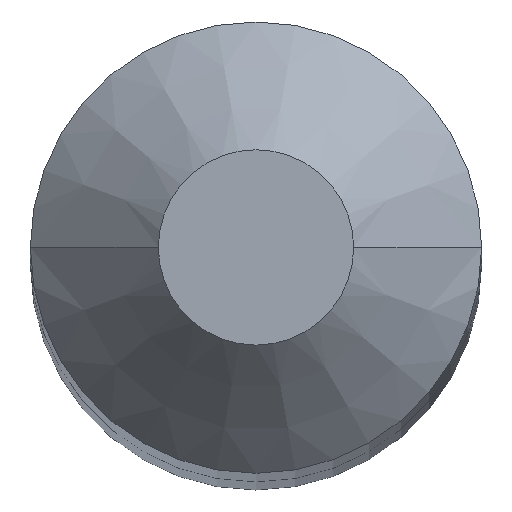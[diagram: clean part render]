
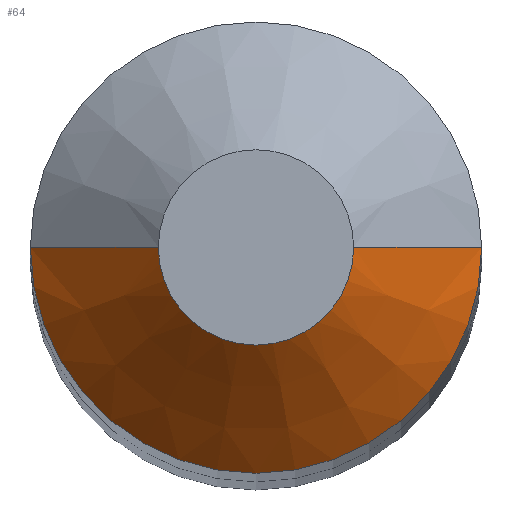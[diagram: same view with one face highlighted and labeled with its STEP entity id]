
A CAD part, top view. The second image highlights one B-rep face of the part: STEP entity #64.
In plain terms, the highlighted conical face has half-angle 45 degrees and reference radius 1.399 mm.
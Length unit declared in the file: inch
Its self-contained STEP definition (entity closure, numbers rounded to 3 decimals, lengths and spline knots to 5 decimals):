
#3 = VERTEX_POINT ( 'NONE', #76 ) ;
#6 = ORIENTED_EDGE ( 'NONE', *, *, #23, .F. ) ;
#10 = AXIS2_PLACEMENT_3D ( 'NONE', #106, #135, #229 ) ;
#23 = EDGE_CURVE ( 'NONE', #186, #3, #295, .T. ) ;
#47 = DIRECTION ( 'NONE',  ( 1., 0., 0. ) ) ;
#48 = FACE_OUTER_BOUND ( 'NONE', #305, .T. ) ;
#51 = CARTESIAN_POINT ( 'NONE',  ( 0.0551, 0., -0.03125 ) ) ;
#64 = ADVANCED_FACE ( 'NONE', ( #48 ), #363, .T. ) ;
#75 = VECTOR ( 'NONE', #118, 39.37008 ) ;
#76 = CARTESIAN_POINT ( 'NONE',  ( 0.02385, 0., 0. ) ) ;
#93 = VERTEX_POINT ( 'NONE', #345 ) ;
#98 = EDGE_CURVE ( 'NONE', #186, #93, #167, .T. ) ;
#106 = CARTESIAN_POINT ( 'NONE',  ( 0., 0., -0.03125 ) ) ;
#118 = DIRECTION ( 'NONE',  ( 0.707, 0., -0.707 ) ) ;
#135 = DIRECTION ( 'NONE',  ( 0., 0., -1. ) ) ;
#147 = CARTESIAN_POINT ( 'NONE',  ( 0.0551, 0., -0.03125 ) ) ;
#157 = AXIS2_PLACEMENT_3D ( 'NONE', #356, #388, #294 ) ;
#167 = LINE ( 'NONE', #191, #357 ) ;
#173 = CARTESIAN_POINT ( 'NONE',  ( -0.02385, 0., 0. ) ) ;
#186 = VERTEX_POINT ( 'NONE', #173 ) ;
#191 = CARTESIAN_POINT ( 'NONE',  ( -0.0551, 0., -0.03125 ) ) ;
#204 = AXIS2_PLACEMENT_3D ( 'NONE', #341, #369, #47 ) ;
#214 = ORIENTED_EDGE ( 'NONE', *, *, #253, .T. ) ;
#229 = DIRECTION ( 'NONE',  ( -1., 0., 0. ) ) ;
#245 = ORIENTED_EDGE ( 'NONE', *, *, #98, .T. ) ;
#253 = EDGE_CURVE ( 'NONE', #93, #280, #302, .T. ) ;
#254 = DIRECTION ( 'NONE',  ( -0.707, 0., -0.707 ) ) ;
#271 = LINE ( 'NONE', #51, #75 ) ;
#280 = VERTEX_POINT ( 'NONE', #147 ) ;
#291 = EDGE_CURVE ( 'NONE', #3, #280, #271, .T. ) ;
#294 = DIRECTION ( 'NONE',  ( 1., 0., 0. ) ) ;
#295 = CIRCLE ( 'NONE', #204, 0.02385 ) ;
#302 = CIRCLE ( 'NONE', #157, 0.0551 ) ;
#305 = EDGE_LOOP ( 'NONE', ( #350, #6, #245, #214 ) ) ;
#341 = CARTESIAN_POINT ( 'NONE',  ( 0., 0., 0. ) ) ;
#345 = CARTESIAN_POINT ( 'NONE',  ( -0.0551, 0., -0.03125 ) ) ;
#350 = ORIENTED_EDGE ( 'NONE', *, *, #291, .F. ) ;
#356 = CARTESIAN_POINT ( 'NONE',  ( 0., 0., -0.03125 ) ) ;
#357 = VECTOR ( 'NONE', #254, 39.37008 ) ;
#363 = CONICAL_SURFACE ( 'NONE', #10, 0.0551, 0.785 ) ;
#369 = DIRECTION ( 'NONE',  ( 0., 0., 1. ) ) ;
#388 = DIRECTION ( 'NONE',  ( 0., 0., 1. ) ) ;
